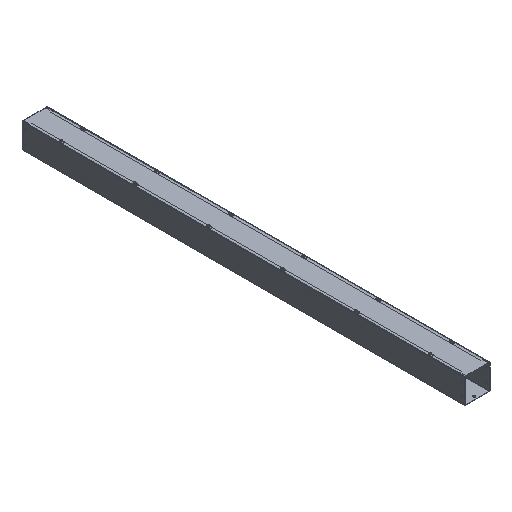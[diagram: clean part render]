
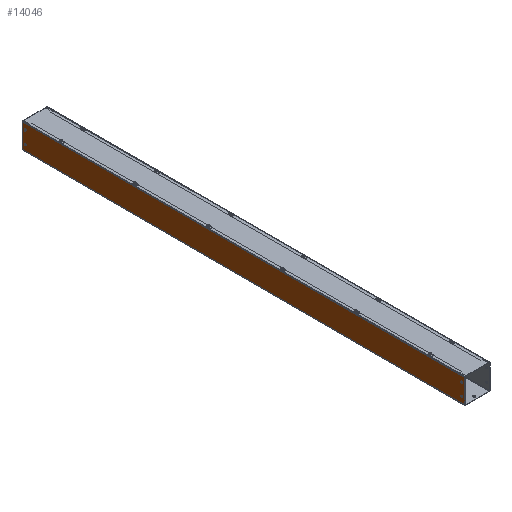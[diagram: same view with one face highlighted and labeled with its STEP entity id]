
A CAD part, isometric view. The second image highlights one B-rep face of the part: STEP entity #14046.
In plain terms, the highlighted planar face has unit normal (-1, 0, 0).
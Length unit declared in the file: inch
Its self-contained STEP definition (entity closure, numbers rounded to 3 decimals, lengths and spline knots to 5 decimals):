
#10 = CIRCLE ( 'NONE', #7250, 0.133 ) ;
#27 = CARTESIAN_POINT ( 'NONE',  ( -2.057, 35.5, 1.133 ) ) ;
#361 = CARTESIAN_POINT ( 'NONE',  ( -2.057, 36., 3.971 ) ) ;
#418 = ORIENTED_EDGE ( 'NONE', *, *, #9695, .T. ) ;
#497 = AXIS2_PLACEMENT_3D ( 'NONE', #7764, #12525, #875 ) ;
#550 = CARTESIAN_POINT ( 'NONE',  ( -2.057, -36., 3.971 ) ) ;
#555 = CIRCLE ( 'NONE', #9299, 0.133 ) ;
#649 = ORIENTED_EDGE ( 'NONE', *, *, #5083, .T. ) ;
#663 = VECTOR ( 'NONE', #3945, 39.37008 ) ;
#834 = DIRECTION ( 'NONE',  ( 0., 0., -1. ) ) ;
#875 = DIRECTION ( 'NONE',  ( 0., 0., 1. ) ) ;
#1252 = CIRCLE ( 'NONE', #497, 0.133 ) ;
#1274 = CARTESIAN_POINT ( 'NONE',  ( -2.057, -35.5, 2.924 ) ) ;
#1276 = EDGE_CURVE ( 'NONE', #5512, #7620, #1539, .T. ) ;
#1294 = EDGE_CURVE ( 'NONE', #6785, #4814, #7167, .T. ) ;
#1329 = AXIS2_PLACEMENT_3D ( 'NONE', #4371, #10315, #8205 ) ;
#1422 = CARTESIAN_POINT ( 'NONE',  ( -2.057, -35.5, 1. ) ) ;
#1516 = VERTEX_POINT ( 'NONE', #1274 ) ;
#1539 = LINE ( 'NONE', #361, #663 ) ;
#1921 = AXIS2_PLACEMENT_3D ( 'NONE', #8497, #8420, #7399 ) ;
#2128 = DIRECTION ( 'NONE',  ( -1., 0., 0. ) ) ;
#2281 = CARTESIAN_POINT ( 'NONE',  ( -2.057, -35.5, 3.057 ) ) ;
#2464 = CIRCLE ( 'NONE', #3472, 0.133 ) ;
#2537 = CARTESIAN_POINT ( 'NONE',  ( -2.057, -35.5, 1. ) ) ;
#2601 = CARTESIAN_POINT ( 'NONE',  ( -2.057, -36., 0.086 ) ) ;
#2788 = AXIS2_PLACEMENT_3D ( 'NONE', #11626, #14044, #3330 ) ;
#2875 = EDGE_CURVE ( 'NONE', #4814, #6785, #10, .T. ) ;
#3046 = LINE ( 'NONE', #11418, #8344 ) ;
#3104 = ORIENTED_EDGE ( 'NONE', *, *, #2875, .T. ) ;
#3330 = DIRECTION ( 'NONE',  ( 0., 0., 1. ) ) ;
#3354 = EDGE_LOOP ( 'NONE', ( #8516, #649 ) ) ;
#3407 = CARTESIAN_POINT ( 'NONE',  ( -2.057, 36., 0.057 ) ) ;
#3449 = DIRECTION ( 'NONE',  ( 1., 0., 0. ) ) ;
#3457 = CIRCLE ( 'NONE', #12454, 0.133 ) ;
#3472 = AXIS2_PLACEMENT_3D ( 'NONE', #1422, #14558, #6106 ) ;
#3598 = DIRECTION ( 'NONE',  ( 0., 0., 1. ) ) ;
#3945 = DIRECTION ( 'NONE',  ( 0., 1., 0. ) ) ;
#3998 = VERTEX_POINT ( 'NONE', #8152 ) ;
#4017 = EDGE_CURVE ( 'NONE', #4637, #1516, #3457, .T. ) ;
#4371 = CARTESIAN_POINT ( 'NONE',  ( -2.057, 35.5, 3.057 ) ) ;
#4497 = CARTESIAN_POINT ( 'NONE',  ( -2.057, -35.5, 3.19 ) ) ;
#4547 = DIRECTION ( 'NONE',  ( 0., 1., 0. ) ) ;
#4637 = VERTEX_POINT ( 'NONE', #4497 ) ;
#4657 = DIRECTION ( 'NONE',  ( 0., 0., 1. ) ) ;
#4814 = VERTEX_POINT ( 'NONE', #27 ) ;
#4838 = EDGE_LOOP ( 'NONE', ( #15269, #418 ) ) ;
#5083 = EDGE_CURVE ( 'NONE', #1516, #4637, #1252, .T. ) ;
#5512 = VERTEX_POINT ( 'NONE', #550 ) ;
#5767 = DIRECTION ( 'NONE',  ( 1., 0., 0. ) ) ;
#5795 = VECTOR ( 'NONE', #834, 39.37008 ) ;
#6106 = DIRECTION ( 'NONE',  ( 0., 0., 1. ) ) ;
#6413 = EDGE_CURVE ( 'NONE', #7260, #5512, #3046, .T. ) ;
#6717 = VECTOR ( 'NONE', #4547, 39.37008 ) ;
#6785 = VERTEX_POINT ( 'NONE', #9365 ) ;
#7167 = CIRCLE ( 'NONE', #1921, 0.133 ) ;
#7250 = AXIS2_PLACEMENT_3D ( 'NONE', #11723, #5767, #8128 ) ;
#7260 = VERTEX_POINT ( 'NONE', #2601 ) ;
#7301 = AXIS2_PLACEMENT_3D ( 'NONE', #14167, #2128, #3598 ) ;
#7347 = VERTEX_POINT ( 'NONE', #10099 ) ;
#7399 = DIRECTION ( 'NONE',  ( 0., 0., 1. ) ) ;
#7620 = VERTEX_POINT ( 'NONE', #12034 ) ;
#7674 = CARTESIAN_POINT ( 'NONE',  ( -2.057, -35.5, 0.867 ) ) ;
#7764 = CARTESIAN_POINT ( 'NONE',  ( -2.057, -35.5, 3.057 ) ) ;
#7883 = ORIENTED_EDGE ( 'NONE', *, *, #13472, .T. ) ;
#8128 = DIRECTION ( 'NONE',  ( 0., 0., 1. ) ) ;
#8152 = CARTESIAN_POINT ( 'NONE',  ( -2.057, 36., 0.086 ) ) ;
#8153 = FACE_BOUND ( 'NONE', #4838, .T. ) ;
#8205 = DIRECTION ( 'NONE',  ( 0., 0., 1. ) ) ;
#8294 = ORIENTED_EDGE ( 'NONE', *, *, #1294, .T. ) ;
#8344 = VECTOR ( 'NONE', #12595, 39.37008 ) ;
#8420 = DIRECTION ( 'NONE',  ( 1., 0., 0. ) ) ;
#8497 = CARTESIAN_POINT ( 'NONE',  ( -2.057, 35.5, 1. ) ) ;
#8516 = ORIENTED_EDGE ( 'NONE', *, *, #4017, .T. ) ;
#9299 = AXIS2_PLACEMENT_3D ( 'NONE', #2537, #10677, #4657 ) ;
#9365 = CARTESIAN_POINT ( 'NONE',  ( -2.057, 35.5, 0.867 ) ) ;
#9474 = LINE ( 'NONE', #10640, #6717 ) ;
#9554 = FACE_BOUND ( 'NONE', #10598, .T. ) ;
#9673 = ORIENTED_EDGE ( 'NONE', *, *, #12255, .T. ) ;
#9695 = EDGE_CURVE ( 'NONE', #11016, #7347, #2464, .T. ) ;
#9913 = EDGE_CURVE ( 'NONE', #7260, #3998, #9474, .T. ) ;
#10099 = CARTESIAN_POINT ( 'NONE',  ( -2.057, -35.5, 1.133 ) ) ;
#10315 = DIRECTION ( 'NONE',  ( 1., 0., 0. ) ) ;
#10598 = EDGE_LOOP ( 'NONE', ( #3104, #8294 ) ) ;
#10640 = CARTESIAN_POINT ( 'NONE',  ( -2.057, -36., 0.086 ) ) ;
#10677 = DIRECTION ( 'NONE',  ( 1., 0., 0. ) ) ;
#11016 = VERTEX_POINT ( 'NONE', #7674 ) ;
#11418 = CARTESIAN_POINT ( 'NONE',  ( -2.057, -36., 0.057 ) ) ;
#11431 = CARTESIAN_POINT ( 'NONE',  ( -2.057, 35.5, 2.924 ) ) ;
#11561 = EDGE_LOOP ( 'NONE', ( #9673, #14952 ) ) ;
#11626 = CARTESIAN_POINT ( 'NONE',  ( -2.057, 35.5, 3.057 ) ) ;
#11723 = CARTESIAN_POINT ( 'NONE',  ( -2.057, 35.5, 1. ) ) ;
#11821 = FACE_BOUND ( 'NONE', #3354, .T. ) ;
#12034 = CARTESIAN_POINT ( 'NONE',  ( -2.057, 36., 3.971 ) ) ;
#12255 = EDGE_CURVE ( 'NONE', #14672, #12773, #14799, .T. ) ;
#12454 = AXIS2_PLACEMENT_3D ( 'NONE', #2281, #3449, #15326 ) ;
#12514 = ORIENTED_EDGE ( 'NONE', *, *, #6413, .T. ) ;
#12525 = DIRECTION ( 'NONE',  ( 1., 0., 0. ) ) ;
#12595 = DIRECTION ( 'NONE',  ( 0., 0., 1. ) ) ;
#12773 = VERTEX_POINT ( 'NONE', #11431 ) ;
#12849 = ORIENTED_EDGE ( 'NONE', *, *, #9913, .F. ) ;
#12924 = PLANE ( 'NONE',  #7301 ) ;
#12958 = ORIENTED_EDGE ( 'NONE', *, *, #1276, .T. ) ;
#13472 = EDGE_CURVE ( 'NONE', #7620, #3998, #15131, .T. ) ;
#13530 = EDGE_CURVE ( 'NONE', #12773, #14672, #14777, .T. ) ;
#13736 = EDGE_CURVE ( 'NONE', #7347, #11016, #555, .T. ) ;
#14011 = FACE_OUTER_BOUND ( 'NONE', #15112, .T. ) ;
#14044 = DIRECTION ( 'NONE',  ( 1., 0., 0. ) ) ;
#14046 = ADVANCED_FACE ( 'NONE', ( #14011, #8153, #11821, #9554, #14321 ), #12924, .T. ) ;
#14167 = CARTESIAN_POINT ( 'NONE',  ( -2.057, 36., 0.047 ) ) ;
#14321 = FACE_BOUND ( 'NONE', #11561, .T. ) ;
#14558 = DIRECTION ( 'NONE',  ( 1., 0., 0. ) ) ;
#14669 = CARTESIAN_POINT ( 'NONE',  ( -2.057, 35.5, 3.19 ) ) ;
#14672 = VERTEX_POINT ( 'NONE', #14669 ) ;
#14777 = CIRCLE ( 'NONE', #2788, 0.133 ) ;
#14799 = CIRCLE ( 'NONE', #1329, 0.133 ) ;
#14952 = ORIENTED_EDGE ( 'NONE', *, *, #13530, .T. ) ;
#15112 = EDGE_LOOP ( 'NONE', ( #7883, #12849, #12514, #12958 ) ) ;
#15131 = LINE ( 'NONE', #3407, #5795 ) ;
#15269 = ORIENTED_EDGE ( 'NONE', *, *, #13736, .T. ) ;
#15326 = DIRECTION ( 'NONE',  ( 0., 0., 1. ) ) ;
